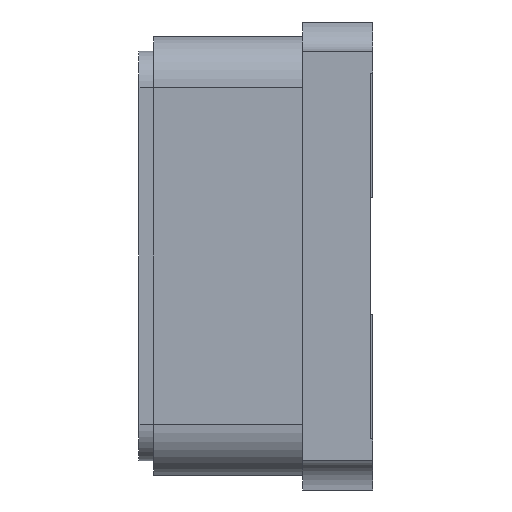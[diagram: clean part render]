
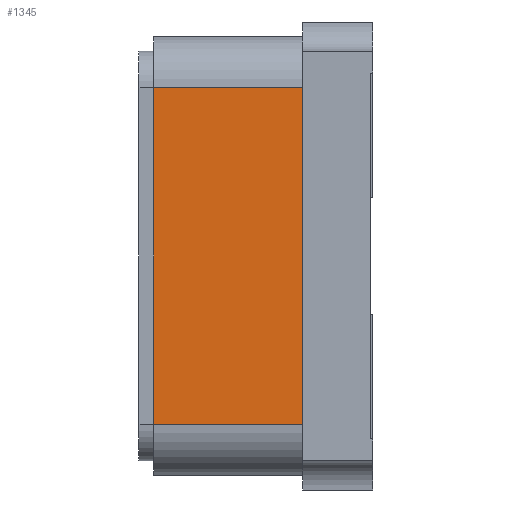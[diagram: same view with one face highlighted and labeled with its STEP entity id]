
A CAD part, left-side view. The second image highlights one B-rep face of the part: STEP entity #1345.
In plain terms, the highlighted planar face has unit normal (-1, 0, 0).
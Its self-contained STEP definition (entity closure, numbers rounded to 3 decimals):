
#67=PLANE('',#1459);
#135=FACE_OUTER_BOUND('',#204,.T.);
#204=EDGE_LOOP('',(#1243,#1244,#1245,#1246));
#353=LINE('',#2172,#513);
#356=LINE('',#2183,#516);
#365=LINE('',#2207,#525);
#366=LINE('',#2210,#526);
#513=VECTOR('',#1777,10.);
#516=VECTOR('',#1788,10.);
#525=VECTOR('',#1815,10.);
#526=VECTOR('',#1820,10.);
#675=VERTEX_POINT('',#2169);
#676=VERTEX_POINT('',#2171);
#680=VERTEX_POINT('',#2181);
#686=VERTEX_POINT('',#2206);
#859=EDGE_CURVE('',#676,#675,#353,.T.);
#865=EDGE_CURVE('',#680,#675,#356,.T.);
#876=EDGE_CURVE('',#676,#686,#365,.T.);
#878=EDGE_CURVE('',#686,#680,#366,.T.);
#1243=ORIENTED_EDGE('',*,*,#859,.T.);
#1244=ORIENTED_EDGE('',*,*,#865,.F.);
#1245=ORIENTED_EDGE('',*,*,#878,.F.);
#1246=ORIENTED_EDGE('',*,*,#876,.F.);
#1345=ADVANCED_FACE('',(#135),#67,.T.);
#1459=AXIS2_PLACEMENT_3D('',#2209,#1818,#1819);
#1777=DIRECTION('',(0.,0.,-1.));
#1788=DIRECTION('',(0.,1.,0.));
#1815=DIRECTION('',(0.,-1.,0.));
#1818=DIRECTION('center_axis',(-1.,0.,0.));
#1819=DIRECTION('ref_axis',(0.,0.,1.));
#1820=DIRECTION('',(0.,0.,-1.));
#2169=CARTESIAN_POINT('',(-0.95,0.75,-0.575));
#2171=CARTESIAN_POINT('',(-0.95,0.75,0.575));
#2172=CARTESIAN_POINT('',(-0.95,0.75,-0.375));
#2181=CARTESIAN_POINT('',(-0.95,0.24,-0.575));
#2183=CARTESIAN_POINT('',(-0.95,0.24,-0.575));
#2206=CARTESIAN_POINT('',(-0.95,0.24,0.575));
#2207=CARTESIAN_POINT('',(-0.95,0.24,0.575));
#2209=CARTESIAN_POINT('Origin',(-0.95,0.24,-0.75));
#2210=CARTESIAN_POINT('',(-0.95,0.24,-0.375));
